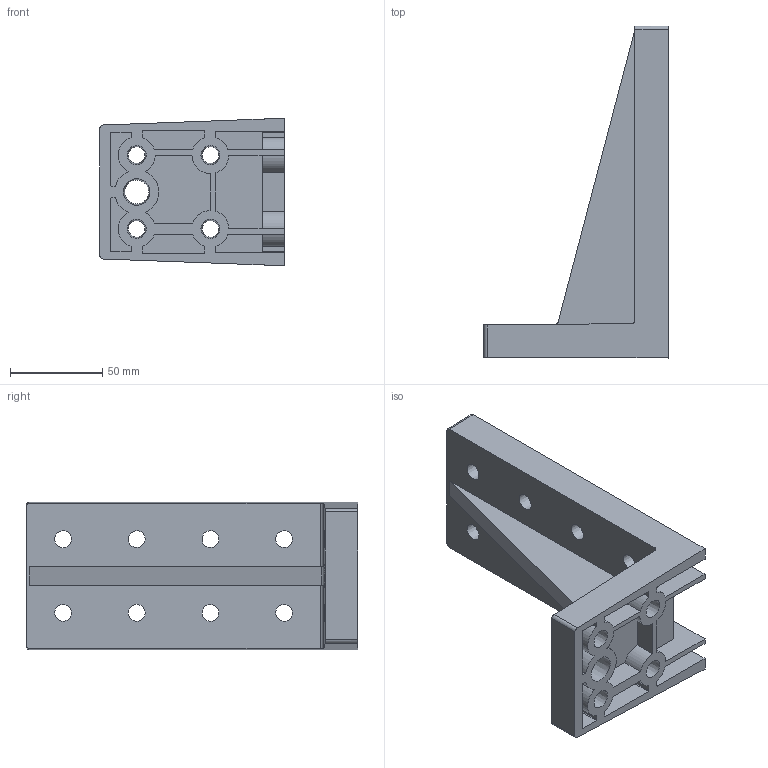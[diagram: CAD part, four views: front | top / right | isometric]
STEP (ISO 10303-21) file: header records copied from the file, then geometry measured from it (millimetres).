
FILE_DESCRIPTION(('STEP AP203'),'1');
FILE_NAME('FIXE08E1428.stp','2025-04-15T11:48:35',(' '),(' '),'Spatial InterOp 3D',' ',' ');
FILE_SCHEMA(('CONFIG_CONTROL_DESIGN'));
Length unit declared in the file: millimetre
Products named in the file (1): Equerre 8 180x100x80 St
Bounding box: 99.98 x 180 x 80 mm (x, y, z)
Volume: 243695.2 mm3; surface area: 84662.5 mm2
Topology: 1 solids, 1 shells, 173 faces, 498 edges, 336 vertices
Faces by surface type: plane 87, cylinder 73, cone 13
Entity records: 5759 total; most frequent: DIRECTION 993, CARTESIAN_POINT 971, ORIENTED_EDGE 946, EDGE_CURVE 473, AXIS2_PLACEMENT_3D 346, VERTEX_POINT 324, LINE 301, VECTOR 301
